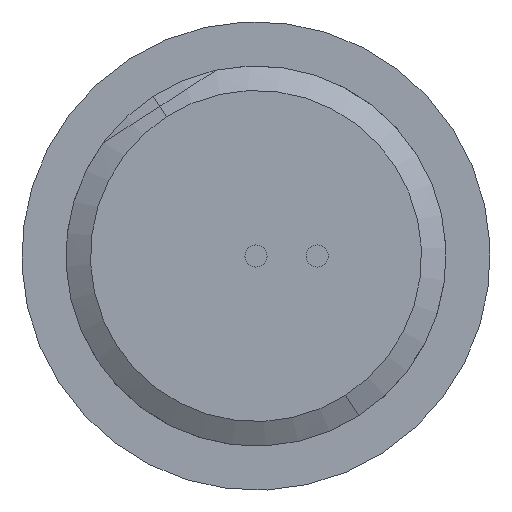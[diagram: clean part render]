
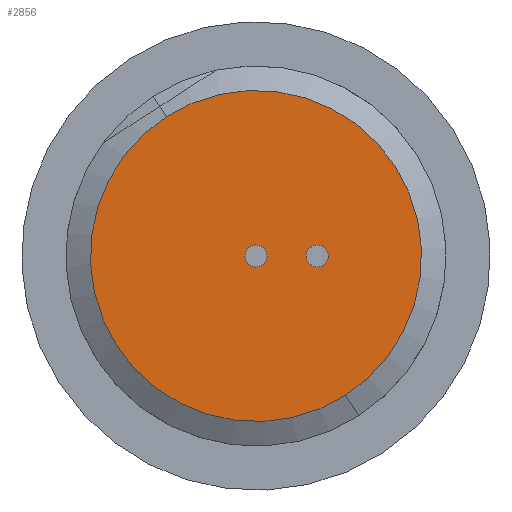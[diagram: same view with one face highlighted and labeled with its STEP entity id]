
A CAD part, front view. The second image highlights one B-rep face of the part: STEP entity #2856.
In plain terms, the highlighted planar face has unit normal (0, -1, 0).
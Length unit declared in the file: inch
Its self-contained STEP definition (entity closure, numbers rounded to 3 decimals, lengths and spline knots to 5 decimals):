
#204 = DIRECTION ( 'NONE',  ( 0., 1., 0. ) ) ;
#376 = ORIENTED_EDGE ( 'NONE', *, *, #1694, .F. ) ;
#751 = CARTESIAN_POINT ( 'NONE',  ( 0., 0., -0.135 ) ) ;
#946 = DIRECTION ( 'NONE',  ( 0., 1., 0. ) ) ;
#1080 = CIRCLE ( 'NONE', #2950, 0.135 ) ;
#1120 = VERTEX_POINT ( 'NONE', #1137 ) ;
#1137 = CARTESIAN_POINT ( 'NONE',  ( 0., 0., 0.135 ) ) ;
#1209 = CARTESIAN_POINT ( 'NONE',  ( 0., 0., 0. ) ) ;
#1299 = DIRECTION ( 'NONE',  ( 0., 0., 1. ) ) ;
#1408 = EDGE_LOOP ( 'NONE', ( #376, #4304 ) ) ;
#1450 = CARTESIAN_POINT ( 'NONE',  ( 0., 0., 0. ) ) ;
#1694 = EDGE_CURVE ( 'NONE', #1120, #3295, #1080, .T. ) ;
#2249 = FACE_OUTER_BOUND ( 'NONE', #1408, .T. ) ;
#2257 = EDGE_CURVE ( 'NONE', #3295, #1120, #2575, .T. ) ;
#2575 = CIRCLE ( 'NONE', #2768, 0.135 ) ;
#2675 = CARTESIAN_POINT ( 'NONE',  ( 0., 0., 0. ) ) ;
#2768 = AXIS2_PLACEMENT_3D ( 'NONE', #2675, #946, #1299 ) ;
#2856 = ADVANCED_FACE ( 'NONE', ( #2249 ), #4099, .F. ) ;
#2950 = AXIS2_PLACEMENT_3D ( 'NONE', #1450, #3308, #3620 ) ;
#3295 = VERTEX_POINT ( 'NONE', #751 ) ;
#3308 = DIRECTION ( 'NONE',  ( 0., 1., 0. ) ) ;
#3563 = AXIS2_PLACEMENT_3D ( 'NONE', #1209, #204, #3701 ) ;
#3620 = DIRECTION ( 'NONE',  ( 0., 0., 1. ) ) ;
#3701 = DIRECTION ( 'NONE',  ( 0., 0., 1. ) ) ;
#4099 = PLANE ( 'NONE',  #3563 ) ;
#4304 = ORIENTED_EDGE ( 'NONE', *, *, #2257, .F. ) ;
